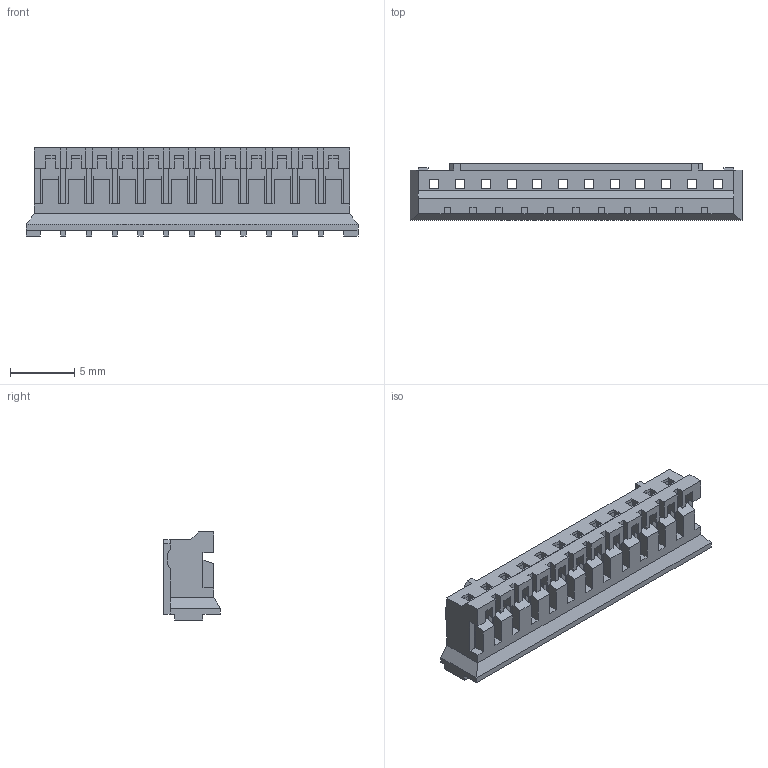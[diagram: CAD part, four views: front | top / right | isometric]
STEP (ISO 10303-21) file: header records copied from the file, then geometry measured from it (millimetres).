
FILE_DESCRIPTION (( 'STEP AP203' ), '1' );
FILE_NAME ('140-512-210-011.STEP', '2020-04-03T13:33:33', ( '' ), ( '' ), 'SwSTEP 2.0', 'SolidWorks 2016', '' );
FILE_SCHEMA (( 'CONFIG_CONTROL_DESIGN' ));
Length unit declared in the file: millimetre
Products named in the file (1): 140-512-210-011
Bounding box: 25.8 x 4.4 x 6.85 mm (x, y, z)
Volume: 259.5 mm3; surface area: 1156.9 mm2
Topology: 1 solids, 1 shells, 372 faces, 1058 edges, 664 vertices
Faces by surface type: plane 372
Entity records: 11843 total; most frequent: ORIENTED_EDGE 2116, CARTESIAN_POINT 2095, DIRECTION 1804, VECTOR 1058, LINE 1058, EDGE_CURVE 1058, VERTEX_POINT 664, EDGE_LOOP 396
